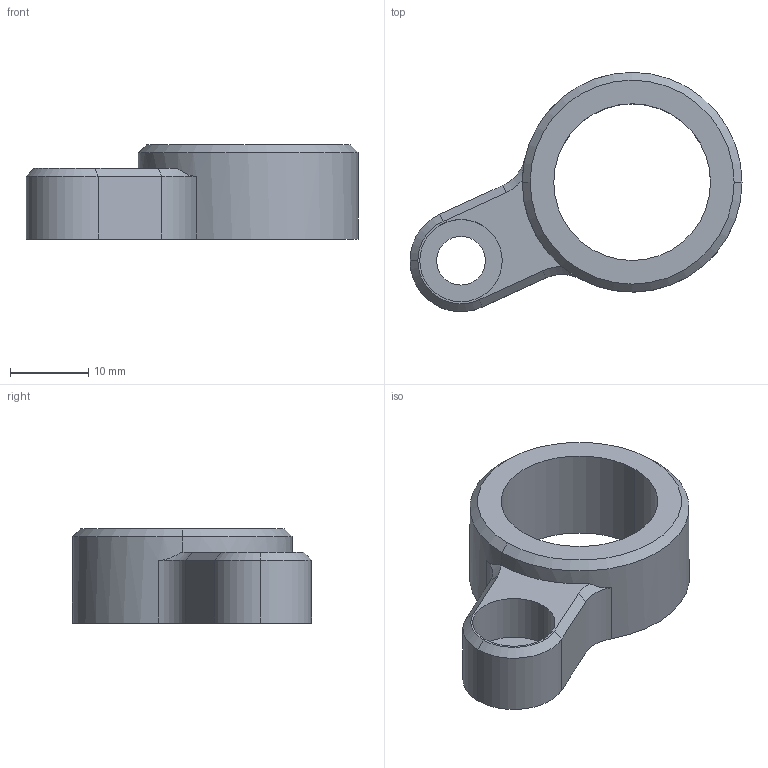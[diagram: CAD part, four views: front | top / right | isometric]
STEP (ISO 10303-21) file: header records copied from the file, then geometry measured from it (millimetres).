
FILE_DESCRIPTION (( 'STEP AP214' ), '1' );
FILE_NAME ('Guide arbre de selection.STEP', '2023-01-13T10:28:59', ( '' ), ( '' ), 'SwSTEP 2.0', 'SolidWorks 2023', '' );
FILE_SCHEMA (( 'AUTOMOTIVE_DESIGN' ));
Length unit declared in the file: millimetre
Products named in the file (1): Guide arbre de selection
Bounding box: 42.32 x 30.48 x 12 mm (x, y, z)
Volume: 4798.8 mm3; surface area: 3203.6 mm2
Topology: 1 solids, 1 shells, 26 faces, 62 edges, 39 vertices
Faces by surface type: cylinder 12, plane 8, cone 6
Entity records: 801 total; most frequent: DIRECTION 146, CARTESIAN_POINT 140, ORIENTED_EDGE 124, EDGE_CURVE 62, AXIS2_PLACEMENT_3D 59, VERTEX_POINT 39, CIRCLE 32, EDGE_LOOP 31
